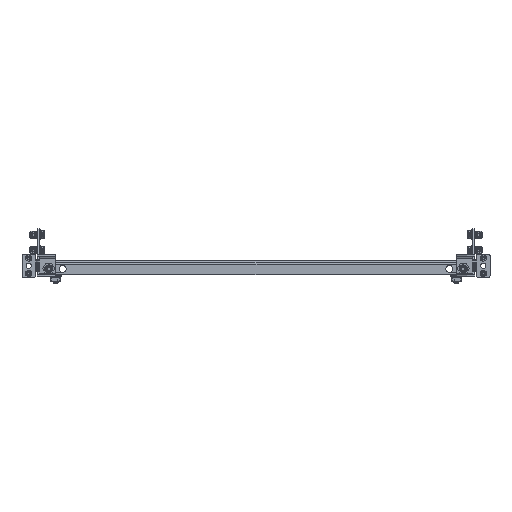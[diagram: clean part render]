
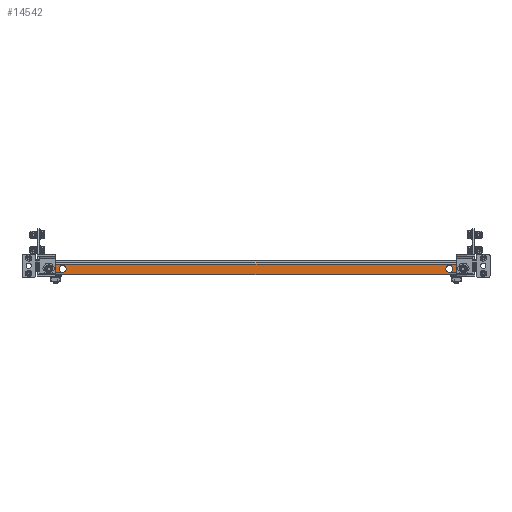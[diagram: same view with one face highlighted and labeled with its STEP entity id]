
A CAD part, front view. The second image highlights one B-rep face of the part: STEP entity #14542.
In plain terms, the highlighted planar face has unit normal (0, -1, 0).
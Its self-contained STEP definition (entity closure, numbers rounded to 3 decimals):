
#132 = AXIS2_PLACEMENT_3D ( 'NONE', #10850, #15713, #9303 ) ;
#277 = DIRECTION ( 'NONE',  ( 1., 0., 0. ) ) ;
#452 = LINE ( 'NONE', #14785, #18511 ) ;
#542 = ORIENTED_EDGE ( 'NONE', *, *, #20513, .F. ) ;
#720 = CARTESIAN_POINT ( 'NONE',  ( 312.5, -848., -10.5 ) ) ;
#732 = CARTESIAN_POINT ( 'NONE',  ( 335., -848., -10.5 ) ) ;
#750 = EDGE_CURVE ( 'NONE', #11790, #1479, #1286, .T. ) ;
#1164 = ORIENTED_EDGE ( 'NONE', *, *, #9539, .T. ) ;
#1282 = CARTESIAN_POINT ( 'NONE',  ( 346.146, -848., -3.3 ) ) ;
#1286 = CIRCLE ( 'NONE', #16004, 5.5 ) ;
#1371 = CARTESIAN_POINT ( 'NONE',  ( 312.5, -848., -5. ) ) ;
#1479 = VERTEX_POINT ( 'NONE', #1371 ) ;
#1536 = PLANE ( 'NONE',  #19249 ) ;
#1609 = FACE_BOUND ( 'NONE', #14023, .T. ) ;
#1856 = ORIENTED_EDGE ( 'NONE', *, *, #8453, .F. ) ;
#1908 = EDGE_CURVE ( 'NONE', #1479, #11790, #7642, .T. ) ;
#2014 = EDGE_CURVE ( 'NONE', #9577, #6454, #8153, .T. ) ;
#2056 = DIRECTION ( 'NONE',  ( 0., 0., -1. ) ) ;
#2351 = FACE_BOUND ( 'NONE', #8906, .T. ) ;
#2461 = EDGE_CURVE ( 'NONE', #13057, #14689, #10909, .T. ) ;
#2758 = AXIS2_PLACEMENT_3D ( 'NONE', #19862, #18328, #13623 ) ;
#2790 = VECTOR ( 'NONE', #13502, 1000. ) ;
#3113 = EDGE_CURVE ( 'NONE', #14564, #13057, #452, .T. ) ;
#3129 = CARTESIAN_POINT ( 'NONE',  ( 335., -848., -16. ) ) ;
#3189 = AXIS2_PLACEMENT_3D ( 'NONE', #8417, #19825, #3360 ) ;
#3360 = DIRECTION ( 'NONE',  ( 0., 0., 1. ) ) ;
#3376 = CARTESIAN_POINT ( 'NONE',  ( 341.146, -848., -20. ) ) ;
#3415 = EDGE_CURVE ( 'NONE', #7117, #14818, #7331, .T. ) ;
#3805 = EDGE_CURVE ( 'NONE', #14818, #7117, #9845, .T. ) ;
#3826 = ORIENTED_EDGE ( 'NONE', *, *, #3113, .T. ) ;
#4067 = CARTESIAN_POINT ( 'NONE',  ( 346.146, -848., 0. ) ) ;
#4417 = DIRECTION ( 'NONE',  ( 0., 0., -1. ) ) ;
#4927 = CARTESIAN_POINT ( 'NONE',  ( 312.5, -848., -16. ) ) ;
#5005 = ORIENTED_EDGE ( 'NONE', *, *, #2461, .T. ) ;
#5098 = CARTESIAN_POINT ( 'NONE',  ( -335., -848., -10.5 ) ) ;
#5392 = FACE_OUTER_BOUND ( 'NONE', #18375, .T. ) ;
#5719 = DIRECTION ( 'NONE',  ( 0., 0., -1. ) ) ;
#5736 = CARTESIAN_POINT ( 'NONE',  ( -335., -848., -5. ) ) ;
#5753 = EDGE_LOOP ( 'NONE', ( #9503, #12607 ) ) ;
#6454 = VERTEX_POINT ( 'NONE', #1282 ) ;
#6816 = EDGE_CURVE ( 'NONE', #19383, #8704, #8940, .T. ) ;
#6824 = ORIENTED_EDGE ( 'NONE', *, *, #1908, .T. ) ;
#6954 = DIRECTION ( 'NONE',  ( 0., -1., 0. ) ) ;
#6976 = CARTESIAN_POINT ( 'NONE',  ( 349.5, -848., -3.3 ) ) ;
#7100 = ORIENTED_EDGE ( 'NONE', *, *, #3805, .F. ) ;
#7117 = VERTEX_POINT ( 'NONE', #12759 ) ;
#7126 = CARTESIAN_POINT ( 'NONE',  ( 312.5, -848., -10.5 ) ) ;
#7331 = CIRCLE ( 'NONE', #132, 5.5 ) ;
#7525 = DIRECTION ( 'NONE',  ( 0., 0., -1. ) ) ;
#7642 = CIRCLE ( 'NONE', #7851, 5.5 ) ;
#7788 = DIRECTION ( 'NONE',  ( 0., 0., 1. ) ) ;
#7851 = AXIS2_PLACEMENT_3D ( 'NONE', #7126, #13504, #8833 ) ;
#8153 = LINE ( 'NONE', #6976, #2790 ) ;
#8417 = CARTESIAN_POINT ( 'NONE',  ( -341.146, -848., -15. ) ) ;
#8453 = EDGE_CURVE ( 'NONE', #6454, #14689, #18276, .T. ) ;
#8704 = VERTEX_POINT ( 'NONE', #3129 ) ;
#8833 = DIRECTION ( 'NONE',  ( 0., 0., -1. ) ) ;
#8906 = EDGE_LOOP ( 'NONE', ( #13216, #542 ) ) ;
#8940 = CIRCLE ( 'NONE', #2758, 5.5 ) ;
#9102 = CARTESIAN_POINT ( 'NONE',  ( 346.146, -848., -15. ) ) ;
#9303 = DIRECTION ( 'NONE',  ( 0., 0., -1. ) ) ;
#9345 = LINE ( 'NONE', #14154, #13148 ) ;
#9503 = ORIENTED_EDGE ( 'NONE', *, *, #16592, .T. ) ;
#9539 = EDGE_CURVE ( 'NONE', #14896, #14564, #10351, .T. ) ;
#9577 = VERTEX_POINT ( 'NONE', #19619 ) ;
#9845 = CIRCLE ( 'NONE', #19738, 5.5 ) ;
#9876 = DIRECTION ( 'NONE',  ( 0., -1., 0. ) ) ;
#10351 = CIRCLE ( 'NONE', #3189, 5. ) ;
#10538 = DIRECTION ( 'NONE',  ( 0., 1., 0. ) ) ;
#10850 = CARTESIAN_POINT ( 'NONE',  ( -312.5, -848., -10.5 ) ) ;
#10909 = CIRCLE ( 'NONE', #15548, 5. ) ;
#11133 = VERTEX_POINT ( 'NONE', #15975 ) ;
#11756 = ORIENTED_EDGE ( 'NONE', *, *, #2014, .F. ) ;
#11790 = VERTEX_POINT ( 'NONE', #4927 ) ;
#11917 = EDGE_LOOP ( 'NONE', ( #18236, #7100 ) ) ;
#12015 = DIRECTION ( 'NONE',  ( 0., 0., -1. ) ) ;
#12145 = DIRECTION ( 'NONE',  ( 0., 0., -1. ) ) ;
#12154 = DIRECTION ( 'NONE',  ( 0., 1., 0. ) ) ;
#12468 = EDGE_CURVE ( 'NONE', #11133, #16161, #12984, .T. ) ;
#12607 = ORIENTED_EDGE ( 'NONE', *, *, #6816, .T. ) ;
#12759 = CARTESIAN_POINT ( 'NONE',  ( -312.5, -848., -16. ) ) ;
#12884 = CARTESIAN_POINT ( 'NONE',  ( -341.146, -848., -20. ) ) ;
#12984 = CIRCLE ( 'NONE', #20517, 5.5 ) ;
#13057 = VERTEX_POINT ( 'NONE', #3376 ) ;
#13117 = ORIENTED_EDGE ( 'NONE', *, *, #750, .T. ) ;
#13148 = VECTOR ( 'NONE', #4417, 1000. ) ;
#13216 = ORIENTED_EDGE ( 'NONE', *, *, #12468, .F. ) ;
#13366 = EDGE_CURVE ( 'NONE', #9577, #14896, #9345, .T. ) ;
#13502 = DIRECTION ( 'NONE',  ( 1., 0., 0. ) ) ;
#13504 = DIRECTION ( 'NONE',  ( 0., 1., 0. ) ) ;
#13623 = DIRECTION ( 'NONE',  ( 0., 0., -1. ) ) ;
#13706 = VECTOR ( 'NONE', #5719, 1000. ) ;
#13757 = DIRECTION ( 'NONE',  ( 0., -1., 0. ) ) ;
#14023 = EDGE_LOOP ( 'NONE', ( #13117, #6824 ) ) ;
#14055 = FACE_BOUND ( 'NONE', #11917, .T. ) ;
#14154 = CARTESIAN_POINT ( 'NONE',  ( -346.146, -848., 0. ) ) ;
#14227 = CARTESIAN_POINT ( 'NONE',  ( 335., -848., -5. ) ) ;
#14542 = ADVANCED_FACE ( 'NONE', ( #17887, #1609, #2351, #14055, #5392 ), #1536, .F. ) ;
#14564 = VERTEX_POINT ( 'NONE', #12884 ) ;
#14689 = VERTEX_POINT ( 'NONE', #9102 ) ;
#14785 = CARTESIAN_POINT ( 'NONE',  ( -349.5, -848., -20. ) ) ;
#14818 = VERTEX_POINT ( 'NONE', #17567 ) ;
#14896 = VERTEX_POINT ( 'NONE', #19514 ) ;
#15406 = CARTESIAN_POINT ( 'NONE',  ( 341.146, -848., -15. ) ) ;
#15416 = DIRECTION ( 'NONE',  ( 0., -1., 0. ) ) ;
#15548 = AXIS2_PLACEMENT_3D ( 'NONE', #15406, #13757, #18662 ) ;
#15713 = DIRECTION ( 'NONE',  ( 0., -1., 0. ) ) ;
#15757 = AXIS2_PLACEMENT_3D ( 'NONE', #732, #12154, #12015 ) ;
#15898 = CARTESIAN_POINT ( 'NONE',  ( -349.5, -848., 0. ) ) ;
#15960 = ORIENTED_EDGE ( 'NONE', *, *, #13366, .T. ) ;
#15975 = CARTESIAN_POINT ( 'NONE',  ( -335., -848., -16. ) ) ;
#16004 = AXIS2_PLACEMENT_3D ( 'NONE', #720, #10538, #12145 ) ;
#16161 = VERTEX_POINT ( 'NONE', #5736 ) ;
#16573 = DIRECTION ( 'NONE',  ( 0., 0., -1. ) ) ;
#16592 = EDGE_CURVE ( 'NONE', #8704, #19383, #19003, .T. ) ;
#16910 = CARTESIAN_POINT ( 'NONE',  ( -312.5, -848., -10.5 ) ) ;
#16921 = AXIS2_PLACEMENT_3D ( 'NONE', #16987, #15416, #7525 ) ;
#16987 = CARTESIAN_POINT ( 'NONE',  ( -335., -848., -10.5 ) ) ;
#17528 = DIRECTION ( 'NONE',  ( 0., 1., 0. ) ) ;
#17567 = CARTESIAN_POINT ( 'NONE',  ( -312.5, -848., -5. ) ) ;
#17887 = FACE_BOUND ( 'NONE', #5753, .T. ) ;
#18102 = CIRCLE ( 'NONE', #16921, 5.5 ) ;
#18236 = ORIENTED_EDGE ( 'NONE', *, *, #3415, .F. ) ;
#18276 = LINE ( 'NONE', #4067, #13706 ) ;
#18328 = DIRECTION ( 'NONE',  ( 0., 1., 0. ) ) ;
#18375 = EDGE_LOOP ( 'NONE', ( #3826, #5005, #1856, #11756, #15960, #1164 ) ) ;
#18511 = VECTOR ( 'NONE', #277, 1000. ) ;
#18662 = DIRECTION ( 'NONE',  ( 0., 0., 1. ) ) ;
#19003 = CIRCLE ( 'NONE', #15757, 5.5 ) ;
#19249 = AXIS2_PLACEMENT_3D ( 'NONE', #15898, #17528, #7788 ) ;
#19383 = VERTEX_POINT ( 'NONE', #14227 ) ;
#19514 = CARTESIAN_POINT ( 'NONE',  ( -346.146, -848., -15. ) ) ;
#19619 = CARTESIAN_POINT ( 'NONE',  ( -346.146, -848., -3.3 ) ) ;
#19738 = AXIS2_PLACEMENT_3D ( 'NONE', #16910, #6954, #2056 ) ;
#19825 = DIRECTION ( 'NONE',  ( 0., -1., 0. ) ) ;
#19862 = CARTESIAN_POINT ( 'NONE',  ( 335., -848., -10.5 ) ) ;
#20513 = EDGE_CURVE ( 'NONE', #16161, #11133, #18102, .T. ) ;
#20517 = AXIS2_PLACEMENT_3D ( 'NONE', #5098, #9876, #16573 ) ;
